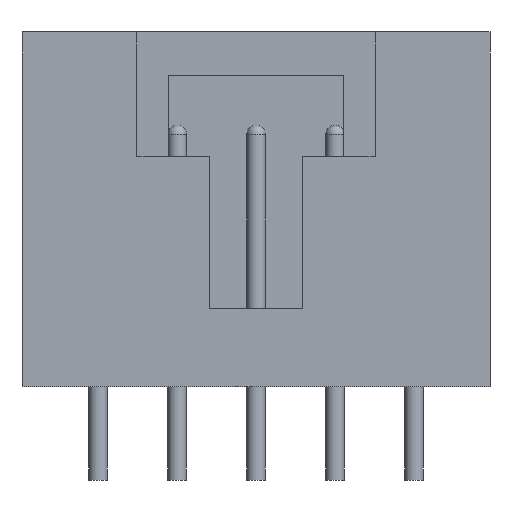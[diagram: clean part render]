
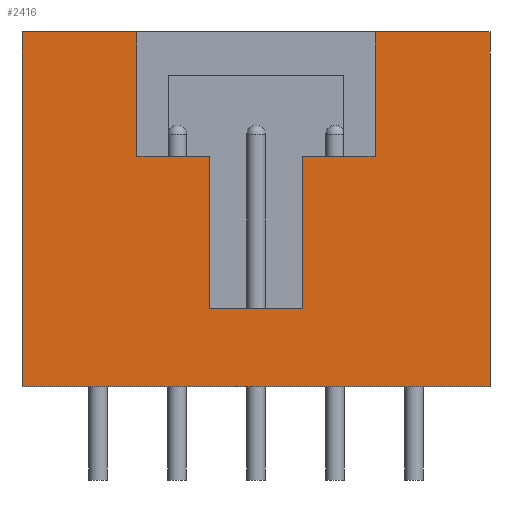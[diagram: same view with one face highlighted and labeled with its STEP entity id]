
A CAD part, front view. The second image highlights one B-rep face of the part: STEP entity #2416.
In plain terms, the highlighted planar face has unit normal (0, -1, 0).
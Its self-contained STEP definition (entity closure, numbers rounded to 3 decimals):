
#8 = CARTESIAN_POINT ( 'NONE',  ( 0., -2.5, 7.4 ) ) ;
#16 = CARTESIAN_POINT ( 'NONE',  ( -7.52, -2.5, 11.4 ) ) ;
#36 = LINE ( 'NONE', #697, #2235 ) ;
#88 = CARTESIAN_POINT ( 'NONE',  ( -7.52, -2.5, 11.4 ) ) ;
#126 = VECTOR ( 'NONE', #2365, 1000. ) ;
#160 = CARTESIAN_POINT ( 'NONE',  ( 3.825, -2.5, 11.4 ) ) ;
#192 = EDGE_CURVE ( 'NONE', #1434, #196, #618, .T. ) ;
#196 = VERTEX_POINT ( 'NONE', #1865 ) ;
#248 = CARTESIAN_POINT ( 'NONE',  ( -7.52, -2.5, 11.4 ) ) ;
#250 = VERTEX_POINT ( 'NONE', #16 ) ;
#317 = EDGE_CURVE ( 'NONE', #196, #2647, #1576, .T. ) ;
#334 = EDGE_CURVE ( 'NONE', #1397, #1434, #363, .T. ) ;
#363 = LINE ( 'NONE', #2512, #2493 ) ;
#432 = CARTESIAN_POINT ( 'NONE',  ( -7.52, -2.5, 0. ) ) ;
#447 = CARTESIAN_POINT ( 'NONE',  ( -1.499, -2.5, 7.4 ) ) ;
#456 = EDGE_CURVE ( 'NONE', #1888, #1975, #2327, .T. ) ;
#469 = CARTESIAN_POINT ( 'NONE',  ( 7.52, -2.5, 11.4 ) ) ;
#479 = LINE ( 'NONE', #88, #2546 ) ;
#491 = VECTOR ( 'NONE', #2225, 1000. ) ;
#498 = DIRECTION ( 'NONE',  ( 0., 0., -1. ) ) ;
#509 = EDGE_LOOP ( 'NONE', ( #2434, #631, #2436, #2633, #2250, #1850, #663, #1663, #2371, #546, #814, #1287, #1540, #1319 ) ) ;
#518 = CARTESIAN_POINT ( 'NONE',  ( -2.825, -2.5, 7.4 ) ) ;
#527 = CARTESIAN_POINT ( 'NONE',  ( -1.499, -2.5, 2.5 ) ) ;
#546 = ORIENTED_EDGE ( 'NONE', *, *, #192, .F. ) ;
#617 = VECTOR ( 'NONE', #2207, 1000. ) ;
#618 = LINE ( 'NONE', #8, #1643 ) ;
#631 = ORIENTED_EDGE ( 'NONE', *, *, #921, .F. ) ;
#663 = ORIENTED_EDGE ( 'NONE', *, *, #456, .T. ) ;
#672 = EDGE_CURVE ( 'NONE', #998, #2121, #2154, .T. ) ;
#673 = LINE ( 'NONE', #1610, #491 ) ;
#697 = CARTESIAN_POINT ( 'NONE',  ( -7.52, -2.5, 11.4 ) ) ;
#704 = CARTESIAN_POINT ( 'NONE',  ( 1.496, -2.5, 7.4 ) ) ;
#758 = CARTESIAN_POINT ( 'NONE',  ( 0., -2.5, 7.4 ) ) ;
#771 = CARTESIAN_POINT ( 'NONE',  ( -7.52, -2.5, 0. ) ) ;
#814 = ORIENTED_EDGE ( 'NONE', *, *, #334, .F. ) ;
#864 = LINE ( 'NONE', #432, #1407 ) ;
#869 = DIRECTION ( 'NONE',  ( 0., 1., 0. ) ) ;
#921 = EDGE_CURVE ( 'NONE', #2418, #1341, #2147, .T. ) ;
#928 = CARTESIAN_POINT ( 'NONE',  ( 0., -2.5, 7.4 ) ) ;
#944 = LINE ( 'NONE', #928, #1972 ) ;
#993 = CARTESIAN_POINT ( 'NONE',  ( -3.825, -2.5, 11.4 ) ) ;
#998 = VERTEX_POINT ( 'NONE', #2588 ) ;
#1077 = CARTESIAN_POINT ( 'NONE',  ( 7.52, -2.5, 11.4 ) ) ;
#1178 = CARTESIAN_POINT ( 'NONE',  ( -3.825, -2.5, 11.4 ) ) ;
#1190 = DIRECTION ( 'NONE',  ( 0., 0., 1. ) ) ;
#1199 = EDGE_CURVE ( 'NONE', #250, #1612, #36, .T. ) ;
#1208 = CARTESIAN_POINT ( 'NONE',  ( 1.496, -2.5, 2.5 ) ) ;
#1255 = DIRECTION ( 'NONE',  ( 0., 0., -1. ) ) ;
#1287 = ORIENTED_EDGE ( 'NONE', *, *, #2107, .T. ) ;
#1288 = DIRECTION ( 'NONE',  ( 0., 0., -1. ) ) ;
#1317 = EDGE_CURVE ( 'NONE', #2402, #998, #944, .T. ) ;
#1319 = ORIENTED_EDGE ( 'NONE', *, *, #1428, .T. ) ;
#1337 = CARTESIAN_POINT ( 'NONE',  ( 0., -2.5, 2.5 ) ) ;
#1341 = VERTEX_POINT ( 'NONE', #2153 ) ;
#1397 = VERTEX_POINT ( 'NONE', #2558 ) ;
#1407 = VECTOR ( 'NONE', #2073, 1000. ) ;
#1411 = FACE_OUTER_BOUND ( 'NONE', #509, .T. ) ;
#1428 = EDGE_CURVE ( 'NONE', #250, #2085, #479, .T. ) ;
#1434 = VERTEX_POINT ( 'NONE', #518 ) ;
#1540 = ORIENTED_EDGE ( 'NONE', *, *, #1199, .F. ) ;
#1548 = EDGE_CURVE ( 'NONE', #2647, #1975, #1995, .T. ) ;
#1549 = DIRECTION ( 'NONE',  ( 1., 0., 0. ) ) ;
#1576 = LINE ( 'NONE', #447, #2551 ) ;
#1598 = VECTOR ( 'NONE', #1288, 1000. ) ;
#1610 = CARTESIAN_POINT ( 'NONE',  ( -7.52, -2.5, 11.4 ) ) ;
#1612 = VERTEX_POINT ( 'NONE', #993 ) ;
#1641 = LINE ( 'NONE', #1178, #2669 ) ;
#1643 = VECTOR ( 'NONE', #1656, 1000. ) ;
#1656 = DIRECTION ( 'NONE',  ( 1., 0., 0. ) ) ;
#1663 = ORIENTED_EDGE ( 'NONE', *, *, #1548, .F. ) ;
#1681 = DIRECTION ( 'NONE',  ( 1., 0., 0. ) ) ;
#1704 = LINE ( 'NONE', #758, #617 ) ;
#1850 = ORIENTED_EDGE ( 'NONE', *, *, #2026, .F. ) ;
#1865 = CARTESIAN_POINT ( 'NONE',  ( -1.499, -2.5, 7.4 ) ) ;
#1888 = VERTEX_POINT ( 'NONE', #2437 ) ;
#1970 = EDGE_CURVE ( 'NONE', #2121, #2418, #673, .T. ) ;
#1972 = VECTOR ( 'NONE', #2374, 1000. ) ;
#1975 = VERTEX_POINT ( 'NONE', #1208 ) ;
#1995 = LINE ( 'NONE', #1337, #2420 ) ;
#2026 = EDGE_CURVE ( 'NONE', #1888, #2402, #1704, .T. ) ;
#2073 = DIRECTION ( 'NONE',  ( 1., 0., 0. ) ) ;
#2085 = VERTEX_POINT ( 'NONE', #771 ) ;
#2086 = VECTOR ( 'NONE', #2446, 1000. ) ;
#2100 = PLANE ( 'NONE',  #2322 ) ;
#2107 = EDGE_CURVE ( 'NONE', #1397, #1612, #1641, .T. ) ;
#2121 = VERTEX_POINT ( 'NONE', #160 ) ;
#2143 = DIRECTION ( 'NONE',  ( 1., 0., 0. ) ) ;
#2147 = LINE ( 'NONE', #469, #1598 ) ;
#2153 = CARTESIAN_POINT ( 'NONE',  ( 7.52, -2.5, 0. ) ) ;
#2154 = LINE ( 'NONE', #2435, #2086 ) ;
#2207 = DIRECTION ( 'NONE',  ( 1., 0., 0. ) ) ;
#2225 = DIRECTION ( 'NONE',  ( 1., 0., 0. ) ) ;
#2235 = VECTOR ( 'NONE', #2143, 1000. ) ;
#2250 = ORIENTED_EDGE ( 'NONE', *, *, #1317, .F. ) ;
#2295 = CARTESIAN_POINT ( 'NONE',  ( 2.825, -2.5, 7.4 ) ) ;
#2314 = DIRECTION ( 'NONE',  ( -1., 0., 0. ) ) ;
#2322 = AXIS2_PLACEMENT_3D ( 'NONE', #248, #869, #2314 ) ;
#2327 = LINE ( 'NONE', #704, #126 ) ;
#2360 = EDGE_CURVE ( 'NONE', #2085, #1341, #864, .T. ) ;
#2365 = DIRECTION ( 'NONE',  ( 0., 0., -1. ) ) ;
#2371 = ORIENTED_EDGE ( 'NONE', *, *, #317, .F. ) ;
#2374 = DIRECTION ( 'NONE',  ( 1., 0., 0. ) ) ;
#2402 = VERTEX_POINT ( 'NONE', #2295 ) ;
#2416 = ADVANCED_FACE ( 'NONE', ( #1411 ), #2100, .F. ) ;
#2418 = VERTEX_POINT ( 'NONE', #1077 ) ;
#2420 = VECTOR ( 'NONE', #1549, 1000. ) ;
#2434 = ORIENTED_EDGE ( 'NONE', *, *, #2360, .T. ) ;
#2435 = CARTESIAN_POINT ( 'NONE',  ( 3.825, -2.5, 11.4 ) ) ;
#2436 = ORIENTED_EDGE ( 'NONE', *, *, #1970, .F. ) ;
#2437 = CARTESIAN_POINT ( 'NONE',  ( 1.496, -2.5, 7.4 ) ) ;
#2446 = DIRECTION ( 'NONE',  ( 0., 0., 1. ) ) ;
#2493 = VECTOR ( 'NONE', #1681, 1000. ) ;
#2512 = CARTESIAN_POINT ( 'NONE',  ( 0., -2.5, 7.4 ) ) ;
#2546 = VECTOR ( 'NONE', #498, 1000. ) ;
#2551 = VECTOR ( 'NONE', #1255, 1000. ) ;
#2558 = CARTESIAN_POINT ( 'NONE',  ( -3.825, -2.5, 7.4 ) ) ;
#2588 = CARTESIAN_POINT ( 'NONE',  ( 3.825, -2.5, 7.4 ) ) ;
#2633 = ORIENTED_EDGE ( 'NONE', *, *, #672, .F. ) ;
#2647 = VERTEX_POINT ( 'NONE', #527 ) ;
#2669 = VECTOR ( 'NONE', #1190, 1000. ) ;
